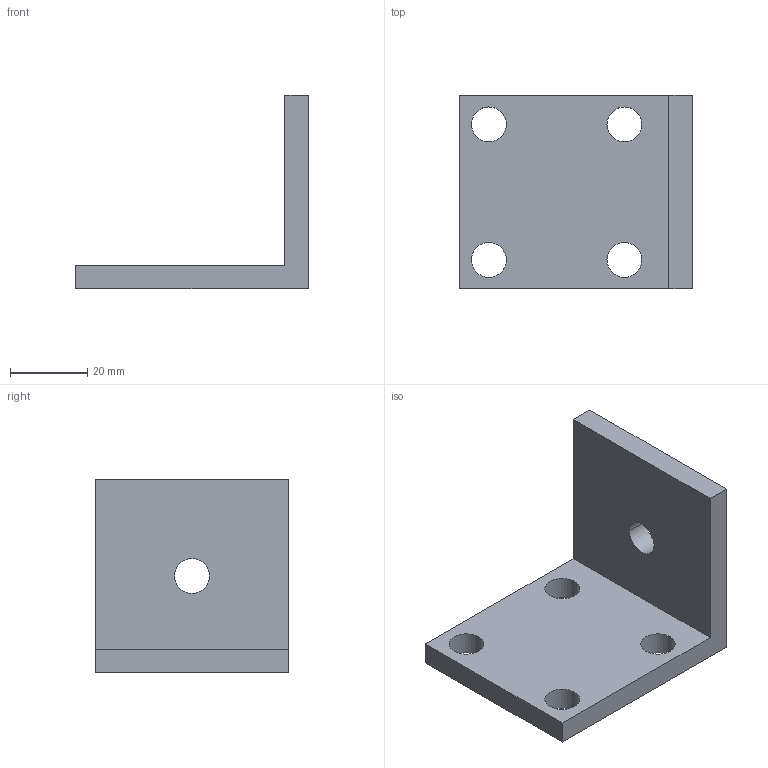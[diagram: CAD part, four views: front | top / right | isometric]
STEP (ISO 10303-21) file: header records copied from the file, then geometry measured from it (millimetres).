
FILE_DESCRIPTION(('Creo Elements/Direct Modeling STEP Export'),'2;1');
FILE_NAME('55.0390_Abschlußwinkel-MMS-55_60x50x50x6.stp','2022-03-21T 8:08:55',(''),(''),'PTC Creo Elements/Direct Modeling STEP processor for AP214 (Solid Model)','PTC Creo Elements/Direct Modeling 19.0C 15-Aug-2015 (C) Parametric Technology GmbH','');
FILE_SCHEMA(('AUTOMOTIVE_DESIGN { 1 0 10303 214 1 1 1 1 }'));
Length unit declared in the file: millimetre
Products named in the file (1): Abschlußwinkel-MMS-55_60x50x50x6_55.0390_PX176326
Bounding box: 60 x 50 x 50 mm (x, y, z)
Volume: 29291.5 mm3; surface area: 12460.1 mm2
Topology: 1 solids, 1 shells, 18 faces, 48 edges, 32 vertices
Faces by surface type: cylinder 10, plane 8
Entity records: 564 total; most frequent: ORIENTED_EDGE 96, CARTESIAN_POINT 89, DIRECTION 86, EDGE_CURVE 48, VERTEX_POINT 32, AXIS2_PLACEMENT_3D 29, VECTOR 28, LINE 28
